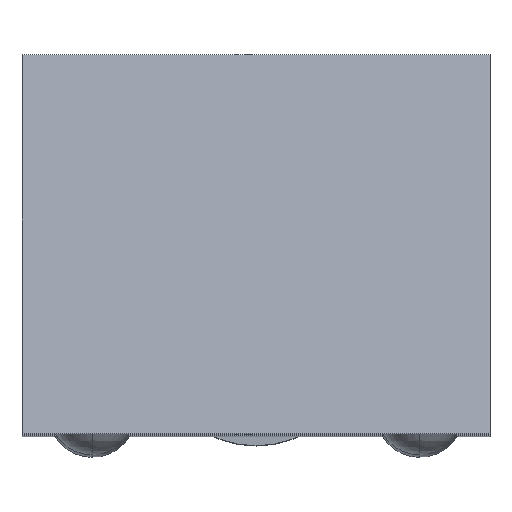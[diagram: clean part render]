
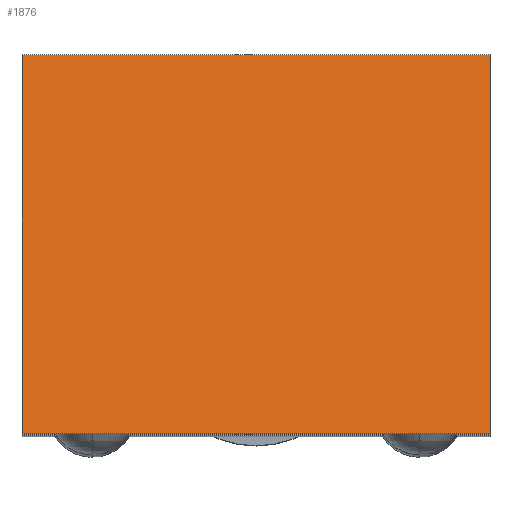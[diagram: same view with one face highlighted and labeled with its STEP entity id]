
A CAD part, top view. The second image highlights one B-rep face of the part: STEP entity #1876.
In plain terms, the highlighted planar face has unit normal (0, 0.174, 0.985).
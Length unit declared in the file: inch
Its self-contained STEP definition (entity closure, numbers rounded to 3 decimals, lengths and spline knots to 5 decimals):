
#1067=DIRECTION('',(1.,0.,0.));
#1068=VECTOR('',#1067,1.);
#1069=CARTESIAN_POINT('',(-0.5,0.,1.8765));
#1070=LINE('',#1069,#1068);
#1106=DIRECTION('',(1.,0.,0.));
#1107=VECTOR('',#1106,1.);
#1108=CARTESIAN_POINT('',(-0.5,0.81,1.73373));
#1109=LINE('',#1108,#1107);
#1298=DIRECTION('',(0.,-0.985,0.174));
#1299=VECTOR('',#1298,0.82249);
#1300=CARTESIAN_POINT('',(-0.5,0.81,1.73373));
#1301=LINE('',#1300,#1299);
#1463=DIRECTION('',(0.,-0.985,0.174));
#1464=VECTOR('',#1463,0.82249);
#1465=CARTESIAN_POINT('',(0.5,0.81,1.73373));
#1466=LINE('',#1465,#1464);
#1731=CARTESIAN_POINT('',(-0.5,0.81,1.73373));
#1732=VERTEX_POINT('',#1731);
#1733=CARTESIAN_POINT('',(0.5,0.81,1.73373));
#1734=VERTEX_POINT('',#1733);
#1759=CARTESIAN_POINT('',(-0.5,0.,1.8765));
#1760=VERTEX_POINT('',#1759);
#1761=CARTESIAN_POINT('',(0.5,0.,1.8765));
#1762=VERTEX_POINT('',#1761);
#1862=CARTESIAN_POINT('',(0.,0.405,1.80511));
#1863=DIRECTION('',(0.,0.174,0.985));
#1864=DIRECTION('',(0.,0.985,-0.174));
#1865=AXIS2_PLACEMENT_3D('',#1862,#1863,#1864);
#1866=PLANE('',#1865);
#1868=ORIENTED_EDGE('',*,*,#1867,.T.);
#1870=ORIENTED_EDGE('',*,*,#1869,.T.);
#1871=ORIENTED_EDGE('',*,*,#1840,.F.);
#1873=ORIENTED_EDGE('',*,*,#1872,.F.);
#1874=EDGE_LOOP('',(#1868,#1870,#1871,#1873));
#1875=FACE_OUTER_BOUND('',#1874,.F.);
#1840=EDGE_CURVE('',#1760,#1762,#1070,.T.);
#1867=EDGE_CURVE('',#1732,#1734,#1109,.T.);
#1869=EDGE_CURVE('',#1734,#1762,#1466,.T.);
#1872=EDGE_CURVE('',#1732,#1760,#1301,.T.);
#1876=ADVANCED_FACE('',(#1875),#1866,.T.);
